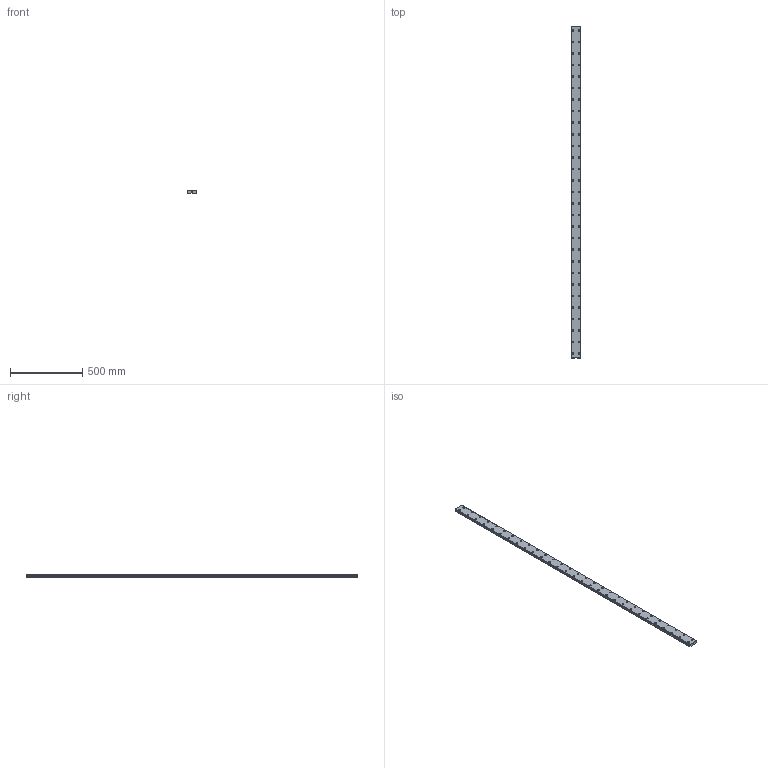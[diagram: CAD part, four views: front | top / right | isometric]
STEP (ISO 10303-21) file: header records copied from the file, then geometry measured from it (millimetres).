
FILE_DESCRIPTION(('STEP AP214'),'1');
FILE_NAME('cctmp_5285BE2C-A919-44D1-8B82-F25EBED65803_2021_03_09_08_41_52_0862..stp','2021-03-09T07:41:53',('HIWIN GmbH'),('CADClick - www.CADClick.com'),'Spatial InterOp 3D',' ','unknown authorization');
FILE_SCHEMA(('AUTOMOTIVE_DESIGN'));
Length unit declared in the file: millimetre
Products named in the file (1): WER35R2300H_FILE
Bounding box: 69 x 2300 x 19 mm (x, y, z)
Volume: 2774936.7 mm3; surface area: 449045.2 mm2
Topology: 1 solids, 1 shells, 625 faces, 1335 edges, 890 vertices
Faces by surface type: cylinder 366, plane 259
Entity records: 22245 total; most frequent: DIRECTION 3319, CARTESIAN_POINT 2851, ORIENTED_EDGE 2670, AXIS2_PLACEMENT_3D 1358, EDGE_CURVE 1335, VERTEX_POINT 890, EDGE_LOOP 803, CIRCLE 732
